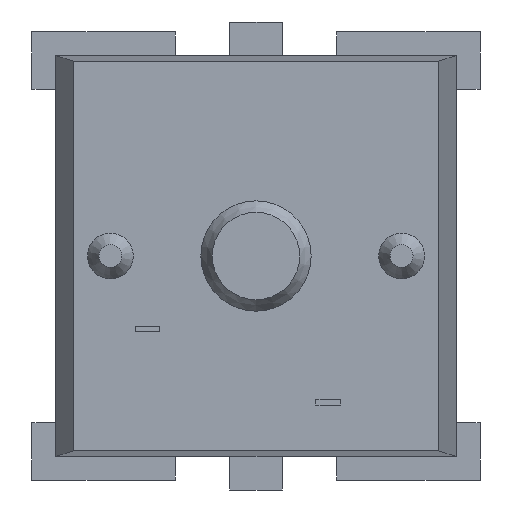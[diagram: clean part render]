
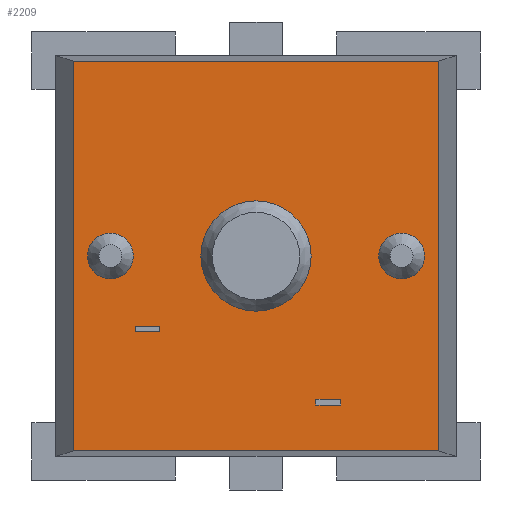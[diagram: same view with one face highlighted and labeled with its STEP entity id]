
A CAD part, front view. The second image highlights one B-rep face of the part: STEP entity #2209.
In plain terms, the highlighted planar face has unit normal (0, -1, 0).
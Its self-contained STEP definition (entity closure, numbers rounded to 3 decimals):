
#113=FACE_OUTER_BOUND('',#242,.T.);
#242=EDGE_LOOP('',(#1458,#1459,#1460,#1461));
#373=LINE('',#3189,#648);
#374=LINE('',#3191,#649);
#375=LINE('',#3193,#650);
#376=LINE('',#3194,#651);
#648=VECTOR('',#2555,12.74);
#649=VECTOR('',#2556,13.6);
#650=VECTOR('',#2557,12.74);
#651=VECTOR('',#2558,13.6);
#923=VERTEX_POINT('',#3187);
#924=VERTEX_POINT('',#3188);
#925=VERTEX_POINT('',#3190);
#926=VERTEX_POINT('',#3192);
#1135=EDGE_CURVE('',#923,#924,#373,.T.);
#1136=EDGE_CURVE('',#925,#923,#374,.T.);
#1137=EDGE_CURVE('',#926,#925,#375,.T.);
#1138=EDGE_CURVE('',#924,#926,#376,.T.);
#1458=ORIENTED_EDGE('',*,*,#1135,.F.);
#1459=ORIENTED_EDGE('',*,*,#1136,.F.);
#1460=ORIENTED_EDGE('',*,*,#1137,.F.);
#1461=ORIENTED_EDGE('',*,*,#1138,.F.);
#2104=PLANE('',#2371);
#2209=ADVANCED_FACE('',(#113),#2104,.T.);
#2371=AXIS2_PLACEMENT_3D('',#3186,#2553,#2554);
#2553=DIRECTION('center_axis',(0.,-1.,0.));
#2554=DIRECTION('ref_axis',(0.,0.,-1.));
#2555=DIRECTION('',(1.,0.,0.));
#2556=DIRECTION('',(0.,0.,1.));
#2557=DIRECTION('',(-1.,0.,0.));
#2558=DIRECTION('',(0.,0.,-1.));
#3186=CARTESIAN_POINT('Origin',(0.,-5.6,
0.));
#3187=CARTESIAN_POINT('',(-6.37,-5.6,6.8));
#3188=CARTESIAN_POINT('',(6.37,-5.6,6.8));
#3189=CARTESIAN_POINT('',(-6.37,-5.6,6.8));
#3190=CARTESIAN_POINT('',(-6.37,-5.6,-6.8));
#3191=CARTESIAN_POINT('',(-6.37,-5.6,-6.8));
#3192=CARTESIAN_POINT('',(6.37,-5.6,-6.8));
#3193=CARTESIAN_POINT('',(6.37,-5.6,-6.8));
#3194=CARTESIAN_POINT('',(6.37,-5.6,6.8));
